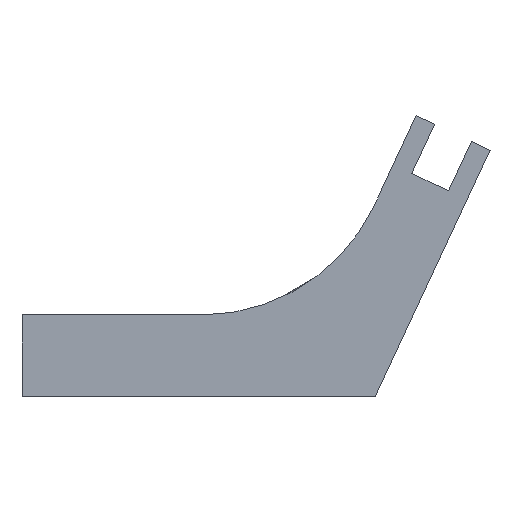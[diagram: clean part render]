
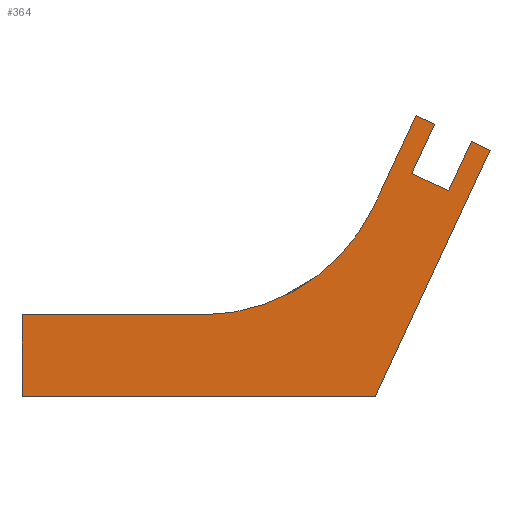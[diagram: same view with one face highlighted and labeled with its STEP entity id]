
A CAD part, left-side view. The second image highlights one B-rep face of the part: STEP entity #364.
In plain terms, the highlighted planar face has unit normal (-1, 0, 0).
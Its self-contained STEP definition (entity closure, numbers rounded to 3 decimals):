
#31=CIRCLE('',#398,7.);
#47=FACE_OUTER_BOUND('',#66,.T.);
#66=EDGE_LOOP('',(#265,#266,#267,#268,#269,#270,#271,#272,#273,#274,#275));
#86=LINE('',#525,#123);
#90=LINE('',#533,#127);
#93=LINE('',#539,#130);
#98=LINE('',#548,#135);
#99=LINE('',#551,#136);
#102=LINE('',#557,#139);
#103=LINE('',#561,#140);
#104=LINE('',#563,#141);
#105=LINE('',#565,#142);
#106=LINE('',#566,#143);
#123=VECTOR('',#426,10.);
#127=VECTOR('',#432,10.);
#130=VECTOR('',#437,10.);
#135=VECTOR('',#444,10.);
#136=VECTOR('',#447,10.);
#139=VECTOR('',#452,10.);
#140=VECTOR('',#455,10.);
#141=VECTOR('',#456,10.);
#142=VECTOR('',#457,10.);
#143=VECTOR('',#458,10.);
#160=VERTEX_POINT('',#523);
#161=VERTEX_POINT('',#524);
#164=VERTEX_POINT('',#532);
#166=VERTEX_POINT('',#538);
#169=VERTEX_POINT('',#546);
#170=VERTEX_POINT('',#550);
#172=VERTEX_POINT('',#556);
#173=VERTEX_POINT('',#558);
#174=VERTEX_POINT('',#560);
#175=VERTEX_POINT('',#562);
#176=VERTEX_POINT('',#564);
#194=EDGE_CURVE('',#160,#161,#86,.T.);
#198=EDGE_CURVE('',#161,#164,#90,.T.);
#201=EDGE_CURVE('',#164,#166,#93,.T.);
#206=EDGE_CURVE('',#166,#169,#98,.T.);
#207=EDGE_CURVE('',#170,#160,#99,.T.);
#210=EDGE_CURVE('',#169,#172,#102,.T.);
#211=EDGE_CURVE('',#172,#173,#31,.T.);
#212=EDGE_CURVE('',#173,#174,#103,.T.);
#213=EDGE_CURVE('',#174,#175,#104,.T.);
#214=EDGE_CURVE('',#175,#176,#105,.T.);
#215=EDGE_CURVE('',#176,#170,#106,.T.);
#265=ORIENTED_EDGE('',*,*,#194,.T.);
#266=ORIENTED_EDGE('',*,*,#198,.T.);
#267=ORIENTED_EDGE('',*,*,#201,.T.);
#268=ORIENTED_EDGE('',*,*,#206,.T.);
#269=ORIENTED_EDGE('',*,*,#210,.T.);
#270=ORIENTED_EDGE('',*,*,#211,.T.);
#271=ORIENTED_EDGE('',*,*,#212,.T.);
#272=ORIENTED_EDGE('',*,*,#213,.T.);
#273=ORIENTED_EDGE('',*,*,#214,.T.);
#274=ORIENTED_EDGE('',*,*,#215,.T.);
#275=ORIENTED_EDGE('',*,*,#207,.T.);
#352=PLANE('',#397);
#364=ADVANCED_FACE('',(#47),#352,.T.);
#397=AXIS2_PLACEMENT_3D('',#555,#450,#451);
#398=AXIS2_PLACEMENT_3D('',#559,#453,#454);
#426=DIRECTION('',(0.,0.423,-0.906));
#432=DIRECTION('',(0.,0.906,0.423));
#437=DIRECTION('',(0.,-0.423,0.906));
#444=DIRECTION('',(0.,0.906,0.423));
#447=DIRECTION('',(0.,0.906,0.423));
#450=DIRECTION('center_axis',(-1.,0.,0.));
#451=DIRECTION('ref_axis',(0.,-1.,0.));
#452=DIRECTION('',(0.,0.423,-0.906));
#453=DIRECTION('center_axis',(1.,0.,0.));
#454=DIRECTION('ref_axis',(0.,-0.537,-0.843));
#455=DIRECTION('',(0.,1.,0.));
#456=DIRECTION('',(0.,0.,-1.));
#457=DIRECTION('',(0.,-1.,0.));
#458=DIRECTION('',(0.,-0.423,0.906));
#523=CARTESIAN_POINT('',(-156.,-3.546,9.38));
#524=CARTESIAN_POINT('',(-156.,-2.701,7.567));
#525=CARTESIAN_POINT('',(-156.,0.15,1.453));
#532=CARTESIAN_POINT('',(-156.,-1.342,8.201));
#533=CARTESIAN_POINT('',(-156.,2.978,10.216));
#538=CARTESIAN_POINT('',(-156.,-2.187,10.014));
#539=CARTESIAN_POINT('',(-156.,1.087,2.993));
#546=CARTESIAN_POINT('',(-156.,-1.507,10.331));
#548=CARTESIAN_POINT('',(-156.,-4.226,9.063));
#550=CARTESIAN_POINT('',(-156.,-4.226,9.063));
#551=CARTESIAN_POINT('',(-156.,-4.226,9.063));
#555=CARTESIAN_POINT('Origin',(-156.,13.,0.));
#556=CARTESIAN_POINT('',(-156.,0.027,7.042));
#557=CARTESIAN_POINT('',(-156.,-1.507,10.331));
#558=CARTESIAN_POINT('',(-156.,6.371,3.));
#559=CARTESIAN_POINT('Origin',(-156.,6.371,10.));
#560=CARTESIAN_POINT('',(-156.,13.,3.));
#561=CARTESIAN_POINT('',(-156.,13.,3.));
#562=CARTESIAN_POINT('',(-156.,13.,0.));
#563=CARTESIAN_POINT('',(-156.,13.,0.));
#564=CARTESIAN_POINT('',(-156.,0.,0.));
#565=CARTESIAN_POINT('',(-156.,13.,0.));
#566=CARTESIAN_POINT('',(-156.,0.,0.));
